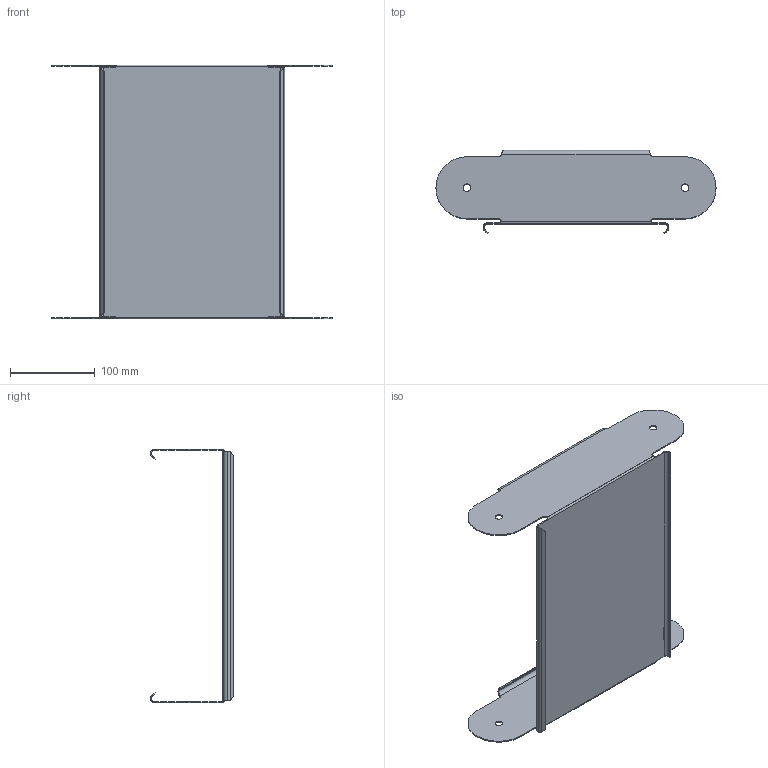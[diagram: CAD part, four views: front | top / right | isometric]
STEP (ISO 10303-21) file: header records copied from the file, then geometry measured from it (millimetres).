
FILE_DESCRIPTION((''),'2;1');
FILE_NAME('7080301_ASM','2013-12-16T',('AndreasKeweloh'),(''),'PRO/ENGINEER BY PARAMETRIC TECHNOLOGY CORPORATION, 2012360','PRO/ENGINEER BY PARAMETRIC TECHNOLOGY CORPORATION, 2012360','');
FILE_SCHEMA(('CONFIG_CONTROL_DESIGN'));
Length unit declared in the file: millimetre
Products named in the file (2): 7080301_VERTI_GELENKBOGEN_E; 7080301_ASM
Assembly tree (1 placements, depth 2):
  7080301_ASM
    7080301_VERTI_GELENKBOGEN_E
Bounding box: 331 x 97.98 x 300 mm (x, y, z)
Volume: 156929.4 mm3; surface area: 253607 mm2
Topology: 1 solids, 1 shells, 100 faces, 246 edges, 148 vertices
Faces by surface type: plane 46, cylinder 42, bspline 12
Entity records: 3720 total; most frequent: CARTESIAN_POINT 1312, ORIENTED_EDGE 492, DIRECTION 480, EDGE_CURVE 246, AXIS2_PLACEMENT_3D 163, VECTOR 154, LINE 154, VERTEX_POINT 148
